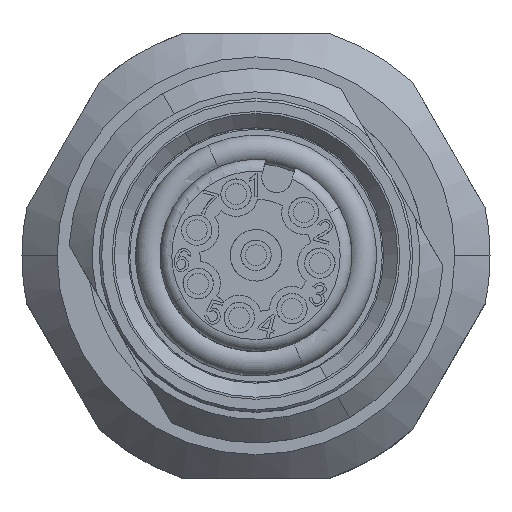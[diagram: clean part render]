
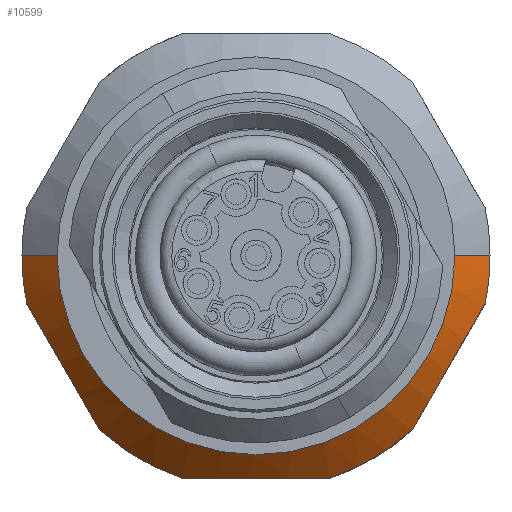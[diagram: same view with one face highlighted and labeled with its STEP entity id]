
A CAD part, top view. The second image highlights one B-rep face of the part: STEP entity #10599.
In plain terms, the highlighted conical face has half-angle 45 degrees and reference radius 9.25 mm.
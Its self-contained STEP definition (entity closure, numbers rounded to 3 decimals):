
#9936=AXIS2_PLACEMENT_3D('Circle Axis2P3D',#9934,#9935,$) ;
#10532=AXIS2_PLACEMENT_3D('Cone Axis2P3D',#10529,#10530,#10531) ;
#10536=AXIS2_PLACEMENT_3D('Circle Axis2P3D',#10534,#10535,$) ;
#10552=AXIS2_PLACEMENT_3D('Circle Axis2P3D',#10550,#10551,$) ;
#10568=AXIS2_PLACEMENT_3D('Circle Axis2P3D',#10566,#10567,$) ;
#10584=AXIS2_PLACEMENT_3D('Circle Axis2P3D',#10582,#10583,$) ;
#9929=CARTESIAN_POINT('Vertex',(18.5,9.5,21.614)) ;
#9931=CARTESIAN_POINT('Vertex',(1.5,9.5,21.614)) ;
#9934=CARTESIAN_POINT('Axis2P3D Location',(10.,9.5,21.614)) ;
#10449=CARTESIAN_POINT('Line Origine',(353568.016,17.439,-353527.902)) ;
#10453=CARTESIAN_POINT('Vertex',(20.,9.5,20.114)) ;
#10508=CARTESIAN_POINT('Vertex',(0.,9.5,20.114)) ;
#10511=CARTESIAN_POINT('Line Origine',(-353548.016,1.561,-353527.902)) ;
#10529=CARTESIAN_POINT('Axis2P3D Location',(10.,9.5,20.864)) ;
#10534=CARTESIAN_POINT('Axis2P3D Location',(10.,9.5,20.114)) ;
#10538=CARTESIAN_POINT('Vertex',(0.212,7.454,20.114)) ;
#10542=CARTESIAN_POINT('Control Point',(3.334,2.046,20.114)) ;
#10543=CARTESIAN_POINT('Control Point',(2.497,3.496,20.637)) ;
#10544=CARTESIAN_POINT('Control Point',(1.773,4.75,20.75)) ;
#10545=CARTESIAN_POINT('Control Point',(1.048,6.004,20.637)) ;
#10546=CARTESIAN_POINT('Control Point',(0.212,7.454,20.114)) ;
#10547=CARTESIAN_POINT('Vertex',(3.334,2.046,20.114)) ;
#10550=CARTESIAN_POINT('Axis2P3D Location',(10.,9.5,20.114)) ;
#10554=CARTESIAN_POINT('Vertex',(6.878,0.,20.114)) ;
#10558=CARTESIAN_POINT('Control Point',(13.122,0.,20.114)) ;
#10559=CARTESIAN_POINT('Control Point',(11.449,0.,20.637)) ;
#10560=CARTESIAN_POINT('Control Point',(10.,0.,20.75)) ;
#10561=CARTESIAN_POINT('Control Point',(8.551,0.,20.637)) ;
#10562=CARTESIAN_POINT('Control Point',(6.878,0.,20.114)) ;
#10563=CARTESIAN_POINT('Vertex',(13.122,0.,20.114)) ;
#10566=CARTESIAN_POINT('Axis2P3D Location',(10.,9.5,20.114)) ;
#10570=CARTESIAN_POINT('Vertex',(16.666,2.046,20.114)) ;
#10574=CARTESIAN_POINT('Control Point',(19.788,7.454,20.114)) ;
#10575=CARTESIAN_POINT('Control Point',(18.952,6.004,20.637)) ;
#10576=CARTESIAN_POINT('Control Point',(18.227,4.75,20.75)) ;
#10577=CARTESIAN_POINT('Control Point',(17.503,3.496,20.637)) ;
#10578=CARTESIAN_POINT('Control Point',(16.666,2.046,20.114)) ;
#10579=CARTESIAN_POINT('Vertex',(19.788,7.454,20.114)) ;
#10582=CARTESIAN_POINT('Axis2P3D Location',(10.,9.5,20.114)) ;
#9935=DIRECTION('Axis2P3D Direction',(0.,0.,1.)) ;
#10450=DIRECTION('Vector Direction',(0.707,0.,-0.707)) ;
#10512=DIRECTION('Vector Direction',(-0.707,0.,-0.707)) ;
#10530=DIRECTION('Axis2P3D Direction',(0.,0.,-1.)) ;
#10531=DIRECTION('Axis2P3D XDirection',(1.,0.,0.)) ;
#10535=DIRECTION('Axis2P3D Direction',(0.,0.,-1.)) ;
#10551=DIRECTION('Axis2P3D Direction',(0.,0.,-1.)) ;
#10567=DIRECTION('Axis2P3D Direction',(0.,0.,-1.)) ;
#10583=DIRECTION('Axis2P3D Direction',(0.,0.,-1.)) ;
#10451=VECTOR('Line Direction',#10450,1.) ;
#10513=VECTOR('Line Direction',#10512,1.) ;
#10588=ORIENTED_EDGE('',*,*,#10515,.T.) ;
#10589=ORIENTED_EDGE('',*,*,#10540,.F.) ;
#10590=ORIENTED_EDGE('',*,*,#10549,.F.) ;
#10591=ORIENTED_EDGE('',*,*,#10556,.F.) ;
#10592=ORIENTED_EDGE('',*,*,#10565,.F.) ;
#10593=ORIENTED_EDGE('',*,*,#10572,.F.) ;
#10594=ORIENTED_EDGE('',*,*,#10581,.F.) ;
#10595=ORIENTED_EDGE('',*,*,#10586,.F.) ;
#10596=ORIENTED_EDGE('',*,*,#10455,.T.) ;
#10597=ORIENTED_EDGE('',*,*,#9938,.F.) ;
#10599=ADVANCED_FACE('Hauptkoerper',(#10598),#10533,.T.) ;
#10541=B_SPLINE_CURVE_WITH_KNOTS('',4,(#10542,#10543,#10544,#10545,#10546),.UNSPECIFIED.,.F.,.U.,(5,5),(0.,64.026),.UNSPECIFIED.) ;
#10557=B_SPLINE_CURVE_WITH_KNOTS('',4,(#10558,#10559,#10560,#10561,#10562),.UNSPECIFIED.,.F.,.U.,(5,5),(0.,64.026),.UNSPECIFIED.) ;
#10573=B_SPLINE_CURVE_WITH_KNOTS('',4,(#10574,#10575,#10576,#10577,#10578),.UNSPECIFIED.,.F.,.U.,(5,5),(0.,64.026),.UNSPECIFIED.) ;
#9937=CIRCLE('generated circle',#9936,8.5) ;
#10537=CIRCLE('generated circle',#10536,10.) ;
#10553=CIRCLE('generated circle',#10552,10.) ;
#10569=CIRCLE('generated circle',#10568,10.) ;
#10585=CIRCLE('generated circle',#10584,10.) ;
#10533=CONICAL_SURFACE('Cone',#10532,9.25,0.785) ;
#9938=EDGE_CURVE('',#9932,#9930,#9937,.T.) ;
#10455=EDGE_CURVE('',#10454,#9930,#10452,.F.) ;
#10515=EDGE_CURVE('',#9932,#10509,#10514,.T.) ;
#10540=EDGE_CURVE('',#10539,#10509,#10537,.T.) ;
#10549=EDGE_CURVE('',#10548,#10539,#10541,.T.) ;
#10556=EDGE_CURVE('',#10555,#10548,#10553,.T.) ;
#10565=EDGE_CURVE('',#10564,#10555,#10557,.T.) ;
#10572=EDGE_CURVE('',#10571,#10564,#10569,.T.) ;
#10581=EDGE_CURVE('',#10580,#10571,#10573,.T.) ;
#10586=EDGE_CURVE('',#10454,#10580,#10585,.T.) ;
#10587=EDGE_LOOP('',(#10588,#10589,#10590,#10591,#10592,#10593,#10594,#10595,#10596,#10597)) ;
#10598=FACE_OUTER_BOUND('',#10587,.T.) ;
#10452=LINE('Line',#10449,#10451) ;
#10514=LINE('Line',#10511,#10513) ;
#9930=VERTEX_POINT('',#9929) ;
#9932=VERTEX_POINT('',#9931) ;
#10454=VERTEX_POINT('',#10453) ;
#10509=VERTEX_POINT('',#10508) ;
#10539=VERTEX_POINT('',#10538) ;
#10548=VERTEX_POINT('',#10547) ;
#10555=VERTEX_POINT('',#10554) ;
#10564=VERTEX_POINT('',#10563) ;
#10571=VERTEX_POINT('',#10570) ;
#10580=VERTEX_POINT('',#10579) ;
